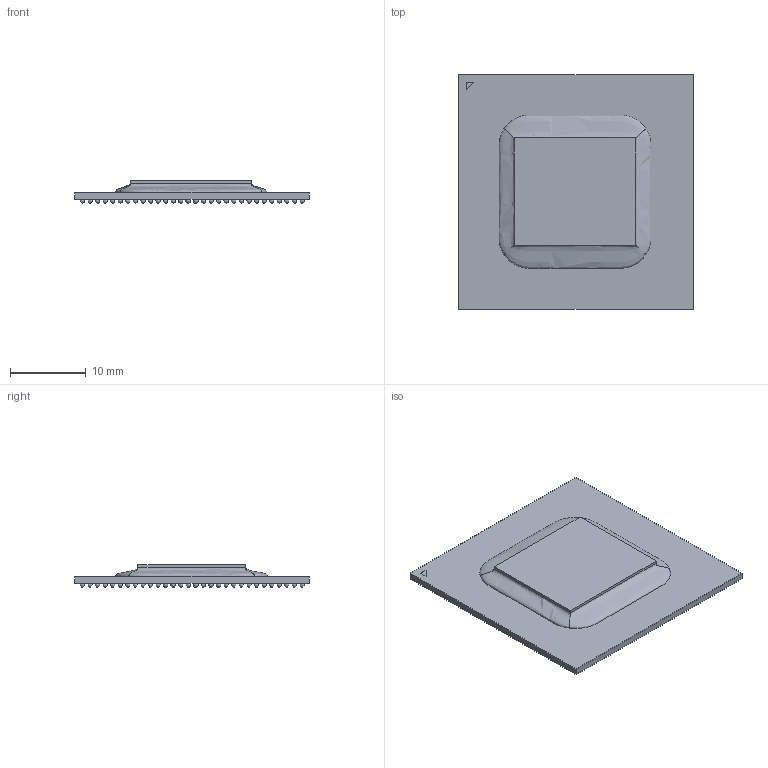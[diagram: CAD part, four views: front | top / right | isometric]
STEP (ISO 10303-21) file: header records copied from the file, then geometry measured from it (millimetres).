
FILE_DESCRIPTION(/* description */ (''),/* implementation_level */ '2;1');
FILE_NAME(/* name */ 'BGA900C100P30X30_3100X3100X297.stp',/* time_stamp */ '2017-04-03T09:23:05+02:00',/* author */ ('jchouvet'),/* organization */ (''),/* preprocessor_version */ 'ST-DEVELOPER v16.1',/* originating_system */ 'AutoCAD Mechanical',/* authorisation */ '');
FILE_SCHEMA (('AUTOMOTIVE_DESIGN { 1 0 10303 214 3 1 1 }'));
Length unit declared in the file: millimetre
Products named in the file (1): Product
Bounding box: 31 x 31 x 2.97 mm (x, y, z)
Volume: 1701.8 mm3; surface area: 6312.2 mm2
Topology: 905 solids, 905 shells, 1832 faces, 3666 edges, 2744 vertices
Faces by surface type: plane 928, sphere 900, bspline 4
Entity records: 27301 total; most frequent: DIRECTION 5516, CARTESIAN_POINT 4082, AXIS2_PLACEMENT_3D 2729, ORIENTED_EDGE 1932, EDGE_LOOP 1834, FACE_OUTER_BOUND 1832, ADVANCED_FACE 1832, EDGE_CURVE 966
